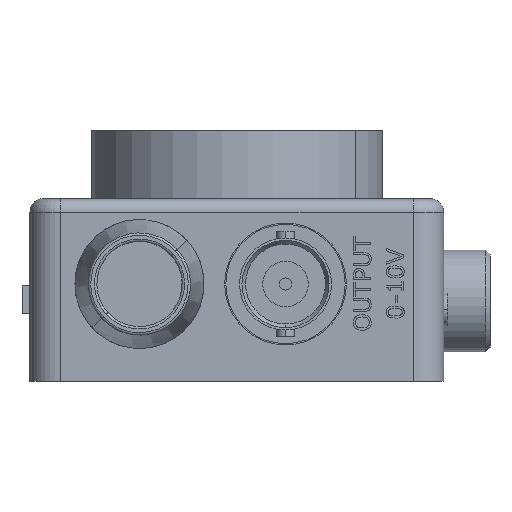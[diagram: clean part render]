
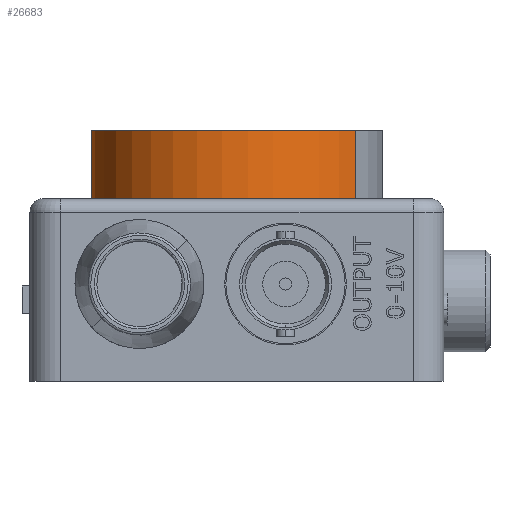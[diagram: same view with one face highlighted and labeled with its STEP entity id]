
A CAD part, front view. The second image highlights one B-rep face of the part: STEP entity #26683.
In plain terms, the highlighted cylindrical face has radius 15.24 mm (diameter 30.48 mm), a partial arc.
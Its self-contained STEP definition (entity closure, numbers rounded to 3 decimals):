
#26643 = VERTEX_POINT ( 'NONE', #96858 ) ;
#26676 = EDGE_CURVE ( 'NONE', #26643, #26698, #96943, .T. ) ;
#26679 = EDGE_CURVE ( 'NONE', #26643, #26701, #96990, .T. ) ;
#26681 = EDGE_LOOP ( 'NONE', ( #26685, #26687, #26690, #26689 ) ) ;
#26683 = ADVANCED_FACE ( 'NONE', ( #96944 ), #96984, .T. ) ;
#26684 = EDGE_CURVE ( 'NONE', #26698, #26704, #97018, .T. ) ;
#26685 = ORIENTED_EDGE ( 'NONE', *, *, #26697, .F. ) ;
#26687 = ORIENTED_EDGE ( 'NONE', *, *, #26679, .F. ) ;
#26689 = ORIENTED_EDGE ( 'NONE', *, *, #26684, .T. ) ;
#26690 = ORIENTED_EDGE ( 'NONE', *, *, #26676, .T. ) ;
#26697 = EDGE_CURVE ( 'NONE', #26701, #26704, #97032, .T. ) ;
#26698 = VERTEX_POINT ( 'NONE', #97033 ) ;
#26701 = VERTEX_POINT ( 'NONE', #97080 ) ;
#26704 = VERTEX_POINT ( 'NONE', #97075 ) ;
#96858 = CARTESIAN_POINT ( 'NONE',  ( 9.226, 47.01, 26.162 ) ) ;
#96942 = AXIS2_PLACEMENT_3D ( 'NONE', #97025, #97024, #97026 ) ;
#96943 = LINE ( 'NONE', #96993, #96985 ) ;
#96944 = FACE_OUTER_BOUND ( 'NONE', #26681, .T. ) ;
#96959 = CARTESIAN_POINT ( 'NONE',  ( 21.59, 38.1, 26.162 ) ) ;
#96978 = DIRECTION ( 'NONE',  ( 0.811, -0.585, 0. ) ) ;
#96979 = DIRECTION ( 'NONE',  ( 0., 0., 1. ) ) ;
#96984 = CYLINDRICAL_SURFACE ( 'NONE', #96942, 15.24 ) ;
#96985 = VECTOR ( 'NONE', #96992, 1000. ) ;
#96990 = CIRCLE ( 'NONE', #96994, 15.24 ) ;
#96992 = DIRECTION ( 'NONE',  ( 0., 0., -1. ) ) ;
#96993 = CARTESIAN_POINT ( 'NONE',  ( 9.226, 47.01, 26.162 ) ) ;
#96994 = AXIS2_PLACEMENT_3D ( 'NONE', #96959, #96979, #96978 ) ;
#97015 = DIRECTION ( 'NONE',  ( 0.811, -0.585, 0. ) ) ;
#97016 = DIRECTION ( 'NONE',  ( 0., 0., 1. ) ) ;
#97017 = AXIS2_PLACEMENT_3D ( 'NONE', #97022, #97016, #97015 ) ;
#97018 = CIRCLE ( 'NONE', #97017, 15.24 ) ;
#97022 = CARTESIAN_POINT ( 'NONE',  ( 21.59, 38.1, 19.05 ) ) ;
#97024 = DIRECTION ( 'NONE',  ( 0., 0., -1. ) ) ;
#97025 = CARTESIAN_POINT ( 'NONE',  ( 21.59, 38.1, 26.162 ) ) ;
#97026 = DIRECTION ( 'NONE',  ( -0.811, 0.585, 0. ) ) ;
#97029 = DIRECTION ( 'NONE',  ( 0., 0., -1. ) ) ;
#97030 = VECTOR ( 'NONE', #97029, 1000. ) ;
#97031 = CARTESIAN_POINT ( 'NONE',  ( 33.954, 29.19, 26.162 ) ) ;
#97032 = LINE ( 'NONE', #97031, #97030 ) ;
#97033 = CARTESIAN_POINT ( 'NONE',  ( 9.226, 47.01, 19.05 ) ) ;
#97075 = CARTESIAN_POINT ( 'NONE',  ( 33.954, 29.19, 19.05 ) ) ;
#97080 = CARTESIAN_POINT ( 'NONE',  ( 33.954, 29.19, 26.162 ) ) ;
